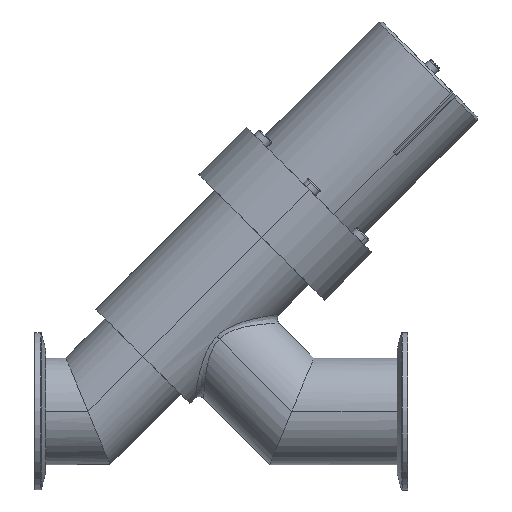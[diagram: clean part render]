
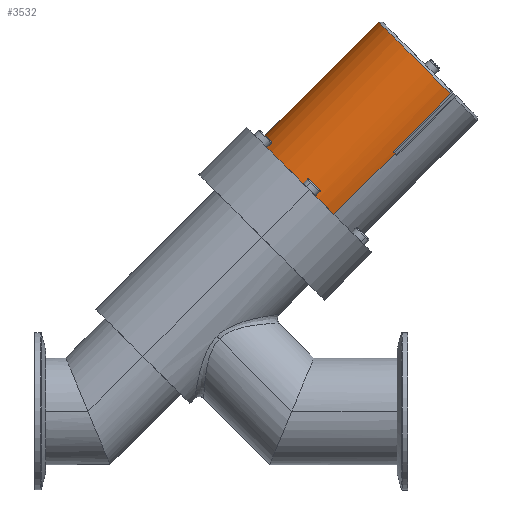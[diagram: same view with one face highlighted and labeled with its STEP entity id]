
A CAD part, top view. The second image highlights one B-rep face of the part: STEP entity #3532.
In plain terms, the highlighted cylindrical face has radius 33.25 mm (diameter 66.5 mm), a partial arc.
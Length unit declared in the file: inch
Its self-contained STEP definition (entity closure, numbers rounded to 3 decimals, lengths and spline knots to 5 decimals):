
#50 = EDGE_CURVE ( 'NONE', #3533, #3445, #3248, .T. ) ;
#100 = EDGE_CURVE ( 'NONE', #3533, #2997, #3550, .T. ) ;
#158 = LINE ( 'NONE', #1323, #1159 ) ;
#162 = DIRECTION ( 'NONE',  ( -0.354, 0.354, -0.866 ) ) ;
#204 = VERTEX_POINT ( 'NONE', #734 ) ;
#224 = ORIENTED_EDGE ( 'NONE', *, *, #840, .T. ) ;
#280 = EDGE_CURVE ( 'NONE', #3445, #2299, #158, .T. ) ;
#281 = CARTESIAN_POINT ( 'NONE',  ( 3.38632, 3.38632, 0. ) ) ;
#304 = LINE ( 'NONE', #1407, #948 ) ;
#308 = CIRCLE ( 'NONE', #2864, 1.30906 ) ;
#320 = FACE_OUTER_BOUND ( 'NONE', #3151, .T. ) ;
#375 = DIRECTION ( 'NONE',  ( -0.354, 0.354, -0.866 ) ) ;
#447 = CARTESIAN_POINT ( 'NONE',  ( 4.89064, 4.03951, 1.1625 ) ) ;
#645 = DIRECTION ( 'NONE',  ( 0.707, 0.707, 0. ) ) ;
#734 = CARTESIAN_POINT ( 'NONE',  ( 1.7681, 2.7663, -1.10246 ) ) ;
#809 = DIRECTION ( 'NONE',  ( 0.707, 0.707, 0. ) ) ;
#840 = EDGE_CURVE ( 'NONE', #2299, #1879, #1163, .T. ) ;
#936 = AXIS2_PLACEMENT_3D ( 'NONE', #281, #1386, #2501 ) ;
#948 = VECTOR ( 'NONE', #3079, 39.37008 ) ;
#977 = ORIENTED_EDGE ( 'NONE', *, *, #3175, .T. ) ;
#1134 = VECTOR ( 'NONE', #1608, 39.37008 ) ;
#1159 = VECTOR ( 'NONE', #2379, 39.37008 ) ;
#1163 = CIRCLE ( 'NONE', #936, 1.30906 ) ;
#1167 = ORIENTED_EDGE ( 'NONE', *, *, #3190, .F. ) ;
#1222 = ORIENTED_EDGE ( 'NONE', *, *, #2241, .T. ) ;
#1323 = CARTESIAN_POINT ( 'NONE',  ( 3.83244, 2.90679, 1.13367 ) ) ;
#1386 = DIRECTION ( 'NONE',  ( -0.707, -0.707, 0. ) ) ;
#1407 = CARTESIAN_POINT ( 'NONE',  ( 2.87051, 3.86871, -1.10246 ) ) ;
#1425 = CYLINDRICAL_SURFACE ( 'NONE', #3292, 1.30906 ) ;
#1429 = LINE ( 'NONE', #2484, #2472 ) ;
#1492 = DIRECTION ( 'NONE',  ( 0.612, -0.612, -0.5 ) ) ;
#1534 = CARTESIAN_POINT ( 'NONE',  ( 1.77654, 2.70218, -1.13367 ) ) ;
#1557 = CARTESIAN_POINT ( 'NONE',  ( 3.96597, 4.96417, -1.10246 ) ) ;
#1607 = VERTEX_POINT ( 'NONE', #447 ) ;
#1608 = DIRECTION ( 'NONE',  ( 0.707, 0.707, 0. ) ) ;
#1672 = AXIS2_PLACEMENT_3D ( 'NONE', #2879, #3442, #1492 ) ;
#1719 = CARTESIAN_POINT ( 'NONE',  ( 2.70218, 1.77654, 1.13367 ) ) ;
#1782 = CARTESIAN_POINT ( 'NONE',  ( 1.80438, 2.73002, -1.13367 ) ) ;
#1879 = VERTEX_POINT ( 'NONE', #2861 ) ;
#1900 = DIRECTION ( 'NONE',  ( 0.354, -0.354, 0.866 ) ) ;
#1941 = CIRCLE ( 'NONE', #2229, 1.30906 ) ;
#2210 = ORIENTED_EDGE ( 'NONE', *, *, #50, .T. ) ;
#2229 = AXIS2_PLACEMENT_3D ( 'NONE', #3548, #2932, #1900 ) ;
#2241 = EDGE_CURVE ( 'NONE', #1879, #1607, #1429, .T. ) ;
#2299 = VERTEX_POINT ( 'NONE', #3574 ) ;
#2379 = DIRECTION ( 'NONE',  ( 0.707, 0.707, 0. ) ) ;
#2428 = CARTESIAN_POINT ( 'NONE',  ( 2.2672, 2.2672, 0. ) ) ;
#2472 = VECTOR ( 'NONE', #809, 39.37008 ) ;
#2484 = CARTESIAN_POINT ( 'NONE',  ( 3.79518, 2.94405, 1.1625 ) ) ;
#2501 = DIRECTION ( 'NONE',  ( -0.354, 0.354, -0.866 ) ) ;
#2542 = CARTESIAN_POINT ( 'NONE',  ( 3.36961, 3.36961, 0. ) ) ;
#2645 = CARTESIAN_POINT ( 'NONE',  ( 2.90679, 3.83244, -1.13367 ) ) ;
#2714 = ORIENTED_EDGE ( 'NONE', *, *, #3393, .T. ) ;
#2736 = VERTEX_POINT ( 'NONE', #1557 ) ;
#2861 = CARTESIAN_POINT ( 'NONE',  ( 3.81189, 2.96075, 1.1625 ) ) ;
#2864 = AXIS2_PLACEMENT_3D ( 'NONE', #2428, #3283, #162 ) ;
#2879 = CARTESIAN_POINT ( 'NONE',  ( 2.23936, 2.23936, 0. ) ) ;
#2932 = DIRECTION ( 'NONE',  ( 0.707, 0.707, 0. ) ) ;
#2976 = ORIENTED_EDGE ( 'NONE', *, *, #280, .T. ) ;
#2997 = VERTEX_POINT ( 'NONE', #1782 ) ;
#3042 = ORIENTED_EDGE ( 'NONE', *, *, #100, .F. ) ;
#3079 = DIRECTION ( 'NONE',  ( -0.707, -0.707, 0. ) ) ;
#3151 = EDGE_LOOP ( 'NONE', ( #2210, #2976, #224, #1222, #1167, #2714, #977, #3042 ) ) ;
#3175 = EDGE_CURVE ( 'NONE', #204, #2997, #308, .T. ) ;
#3190 = EDGE_CURVE ( 'NONE', #2736, #1607, #1941, .T. ) ;
#3248 = CIRCLE ( 'NONE', #1672, 1.30906 ) ;
#3283 = DIRECTION ( 'NONE',  ( -0.707, -0.707, 0. ) ) ;
#3292 = AXIS2_PLACEMENT_3D ( 'NONE', #2542, #645, #375 ) ;
#3393 = EDGE_CURVE ( 'NONE', #2736, #204, #304, .T. ) ;
#3442 = DIRECTION ( 'NONE',  ( 0.707, 0.707, 0. ) ) ;
#3445 = VERTEX_POINT ( 'NONE', #1719 ) ;
#3532 = ADVANCED_FACE ( 'NONE', ( #320 ), #1425, .T. ) ;
#3533 = VERTEX_POINT ( 'NONE', #1534 ) ;
#3548 = CARTESIAN_POINT ( 'NONE',  ( 4.46507, 4.46507, 0. ) ) ;
#3550 = LINE ( 'NONE', #2645, #1134 ) ;
#3574 = CARTESIAN_POINT ( 'NONE',  ( 3.84914, 2.9235, 1.13367 ) ) ;
